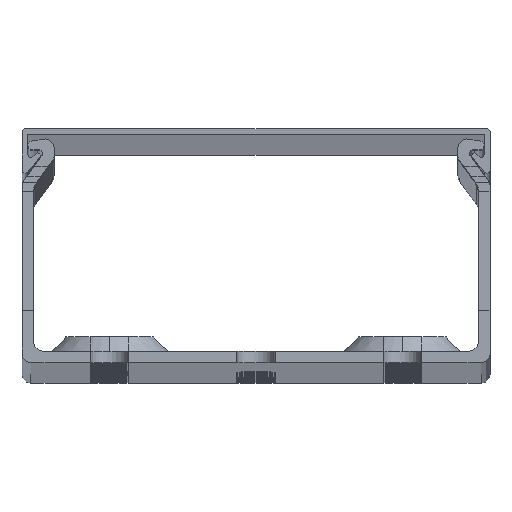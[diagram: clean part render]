
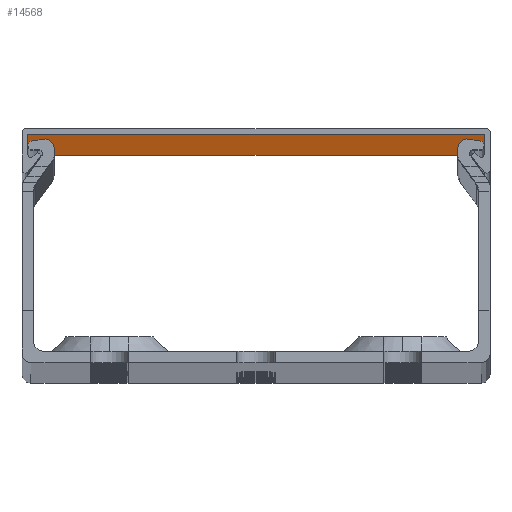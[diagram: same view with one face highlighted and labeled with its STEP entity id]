
A CAD part, top view. The second image highlights one B-rep face of the part: STEP entity #14568.
In plain terms, the highlighted planar face has unit normal (0, -1, 0).
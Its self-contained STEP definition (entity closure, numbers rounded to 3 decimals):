
#84 = DIRECTION ( 'NONE',  ( 1., 0., 0. ) ) ;
#1988 = EDGE_CURVE ( 'NONE', #37597, #15154, #44590, .T. ) ;
#2595 = DIRECTION ( 'NONE',  ( 0., 1., 0. ) ) ;
#2661 = CARTESIAN_POINT ( 'NONE',  ( -39., 39., 1080.44 ) ) ;
#3116 = VERTEX_POINT ( 'NONE', #44163 ) ;
#3394 = CARTESIAN_POINT ( 'NONE',  ( -39., 39., 1080.44 ) ) ;
#6455 = DIRECTION ( 'NONE',  ( 0., 0., -1. ) ) ;
#7636 = EDGE_LOOP ( 'NONE', ( #52953, #19913, #50029, #39686 ) ) ;
#10738 = VECTOR ( 'NONE', #44861, 1000. ) ;
#14568 = ADVANCED_FACE ( 'NONE', ( #19572 ), #22850, .F. ) ;
#15154 = VERTEX_POINT ( 'NONE', #48589 ) ;
#15163 = EDGE_CURVE ( 'NONE', #37597, #3116, #20852, .T. ) ;
#18431 = AXIS2_PLACEMENT_3D ( 'NONE', #3394, #2595, #19050 ) ;
#19050 = DIRECTION ( 'NONE',  ( -1., 0., 0. ) ) ;
#19572 = FACE_OUTER_BOUND ( 'NONE', #7636, .T. ) ;
#19913 = ORIENTED_EDGE ( 'NONE', *, *, #15163, .T. ) ;
#20304 = LINE ( 'NONE', #36740, #36559 ) ;
#20852 = LINE ( 'NONE', #45354, #52760 ) ;
#21025 = CARTESIAN_POINT ( 'NONE',  ( -39., 39., -1000. ) ) ;
#22500 = EDGE_CURVE ( 'NONE', #44870, #15154, #20304, .T. ) ;
#22850 = PLANE ( 'NONE',  #18431 ) ;
#23141 = EDGE_CURVE ( 'NONE', #3116, #44870, #43090, .T. ) ;
#24471 = CARTESIAN_POINT ( 'NONE',  ( 39., 39., 1000. ) ) ;
#30602 = VECTOR ( 'NONE', #6455, 1000. ) ;
#36559 = VECTOR ( 'NONE', #84, 1000. ) ;
#36740 = CARTESIAN_POINT ( 'NONE',  ( -39., 39., -1000. ) ) ;
#37597 = VERTEX_POINT ( 'NONE', #24471 ) ;
#39686 = ORIENTED_EDGE ( 'NONE', *, *, #22500, .T. ) ;
#43090 = LINE ( 'NONE', #2661, #30602 ) ;
#44163 = CARTESIAN_POINT ( 'NONE',  ( -39., 39., 1000. ) ) ;
#44590 = LINE ( 'NONE', #49169, #10738 ) ;
#44861 = DIRECTION ( 'NONE',  ( 0., 0., -1. ) ) ;
#44870 = VERTEX_POINT ( 'NONE', #21025 ) ;
#45354 = CARTESIAN_POINT ( 'NONE',  ( -39., 39., 1000. ) ) ;
#48589 = CARTESIAN_POINT ( 'NONE',  ( 39., 39., -1000. ) ) ;
#49169 = CARTESIAN_POINT ( 'NONE',  ( 39., 39., 1080.44 ) ) ;
#50029 = ORIENTED_EDGE ( 'NONE', *, *, #23141, .T. ) ;
#52760 = VECTOR ( 'NONE', #52906, 1000. ) ;
#52906 = DIRECTION ( 'NONE',  ( -1., 0., 0. ) ) ;
#52953 = ORIENTED_EDGE ( 'NONE', *, *, #1988, .F. ) ;
